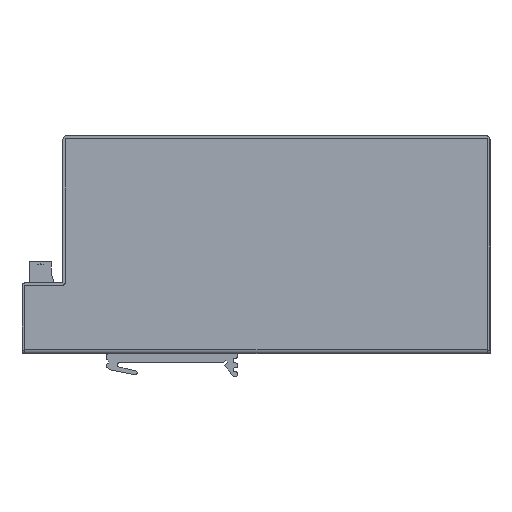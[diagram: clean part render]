
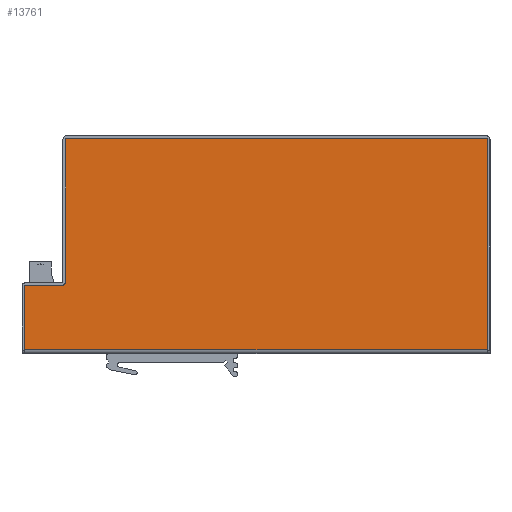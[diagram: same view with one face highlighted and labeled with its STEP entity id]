
A CAD part, left-side view. The second image highlights one B-rep face of the part: STEP entity #13761.
In plain terms, the highlighted planar face has unit normal (-1, 0, 0).
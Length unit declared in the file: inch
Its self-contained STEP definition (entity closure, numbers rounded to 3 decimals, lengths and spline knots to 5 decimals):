
#8443 = CARTESIAN_POINT ( 'NONE',  ( -4.784, -3.145, -0.06 ) ) ;
#8444 = LINE ( 'NONE', #8443, #8489 ) ;
#8447 = DIRECTION ( 'NONE',  ( 0., -1., 0. ) ) ;
#8448 = VECTOR ( 'NONE', #8447, 39.37008 ) ;
#8449 = CARTESIAN_POINT ( 'NONE',  ( -4.784, -3.145, -3.189 ) ) ;
#8450 = LINE ( 'NONE', #8449, #8448 ) ;
#8482 = CARTESIAN_POINT ( 'NONE',  ( -4.784, -3.145, -3.189 ) ) ;
#8488 = DIRECTION ( 'NONE',  ( 0., 0., -1. ) ) ;
#8489 = VECTOR ( 'NONE', #8488, 39.37008 ) ;
#8498 = CARTESIAN_POINT ( 'NONE',  ( -4.784, 3.755, -3.189 ) ) ;
#8525 = CARTESIAN_POINT ( 'NONE',  ( -4.784, -3.145, -0.06 ) ) ;
#8530 = DIRECTION ( 'NONE',  ( 0., 0., 1. ) ) ;
#8531 = VECTOR ( 'NONE', #8530, 39.37008 ) ;
#8532 = LINE ( 'NONE', #8543, #8531 ) ;
#8543 = CARTESIAN_POINT ( 'NONE',  ( -4.784, 3.755, -3.63018 ) ) ;
#8567 = CARTESIAN_POINT ( 'NONE',  ( -4.784, 3.755, -2.25 ) ) ;
#9339 = CIRCLE ( 'NONE', #9390, 0.055 ) ;
#9342 = CARTESIAN_POINT ( 'NONE',  ( -4.784, 3.145, -2.175 ) ) ;
#9348 = CIRCLE ( 'NONE', #9379, 0.02 ) ;
#9354 = CARTESIAN_POINT ( 'NONE',  ( -4.784, 3.2, -2.23 ) ) ;
#9365 = CIRCLE ( 'NONE', #9376, 0.02 ) ;
#9369 = DIRECTION ( 'NONE',  ( 0., 0., -1. ) ) ;
#9370 = CARTESIAN_POINT ( 'NONE',  ( -4.784, 3.125, -0.04 ) ) ;
#9371 = DIRECTION ( 'NONE',  ( 1., 0., 0. ) ) ;
#9372 = DIRECTION ( 'NONE',  ( 0., 0., -1. ) ) ;
#9373 = DIRECTION ( 'NONE',  ( -1., 0., 0. ) ) ;
#9375 = CARTESIAN_POINT ( 'NONE',  ( -4.784, -3.125, -0.04 ) ) ;
#9376 = AXIS2_PLACEMENT_3D ( 'NONE', #9425, #9424, #9423 ) ;
#9379 = AXIS2_PLACEMENT_3D ( 'NONE', #9385, #9371, #9369 ) ;
#9380 = DIRECTION ( 'NONE',  ( 0., -1., 0. ) ) ;
#9381 = VECTOR ( 'NONE', #9380, 39.37008 ) ;
#9382 = CARTESIAN_POINT ( 'NONE',  ( -4.784, 3.125, -0.04 ) ) ;
#9383 = LINE ( 'NONE', #9382, #9381 ) ;
#9384 = CARTESIAN_POINT ( 'NONE',  ( -4.784, 3.2, -2.175 ) ) ;
#9385 = CARTESIAN_POINT ( 'NONE',  ( -4.784, 3.125, -0.06 ) ) ;
#9390 = AXIS2_PLACEMENT_3D ( 'NONE', #9384, #9373, #9372 ) ;
#9391 = CARTESIAN_POINT ( 'NONE',  ( -4.784, 3.145, -0.06 ) ) ;
#9392 = DIRECTION ( 'NONE',  ( 0., 0., 1. ) ) ;
#9393 = VECTOR ( 'NONE', #9392, 39.37008 ) ;
#9394 = CARTESIAN_POINT ( 'NONE',  ( -4.784, 3.145, -2.175 ) ) ;
#9395 = LINE ( 'NONE', #9394, #9393 ) ;
#9397 = DIRECTION ( 'NONE',  ( 0., 0., -1. ) ) ;
#9398 = DIRECTION ( 'NONE',  ( 1., 0., 0. ) ) ;
#9399 = AXIS2_PLACEMENT_3D ( 'NONE', #9401, #9398, #9397 ) ;
#9401 = CARTESIAN_POINT ( 'NONE',  ( -4.784, 3.735, -2.25 ) ) ;
#9410 = CARTESIAN_POINT ( 'NONE',  ( -4.784, 3.735, -2.23 ) ) ;
#9422 = CIRCLE ( 'NONE', #9399, 0.02 ) ;
#9423 = DIRECTION ( 'NONE',  ( 0., 0., -1. ) ) ;
#9424 = DIRECTION ( 'NONE',  ( 1., 0., 0. ) ) ;
#9425 = CARTESIAN_POINT ( 'NONE',  ( -4.784, -3.125, -0.06 ) ) ;
#9441 = DIRECTION ( 'NONE',  ( 0., -1., 0. ) ) ;
#9442 = VECTOR ( 'NONE', #9441, 39.37008 ) ;
#9443 = CARTESIAN_POINT ( 'NONE',  ( -4.784, 3.735, -2.23 ) ) ;
#9444 = LINE ( 'NONE', #9443, #9442 ) ;
#13753 = ORIENTED_EDGE ( 'NONE', *, *, #28975, .T. ) ;
#13754 = ORIENTED_EDGE ( 'NONE', *, *, #29200, .F. ) ;
#13755 = ORIENTED_EDGE ( 'NONE', *, *, #30235, .F. ) ;
#13757 = EDGE_LOOP ( 'NONE', ( #13755, #13753, #13754, #13760, #37435, #37240, #37414, #37127, #37276, #37293 ) ) ;
#13760 = ORIENTED_EDGE ( 'NONE', *, *, #37635, .F. ) ;
#13761 = ADVANCED_FACE ( 'NONE', ( #34098 ), #34139, .T. ) ;
#28975 = EDGE_CURVE ( 'NONE', #29981, #29433, #8450, .T. ) ;
#29200 = EDGE_CURVE ( 'NONE', #29477, #29433, #8444, .T. ) ;
#29433 = VERTEX_POINT ( 'NONE', #8482 ) ;
#29477 = VERTEX_POINT ( 'NONE', #8525 ) ;
#29981 = VERTEX_POINT ( 'NONE', #8498 ) ;
#30235 = EDGE_CURVE ( 'NONE', #29981, #30777, #8532, .T. ) ;
#30777 = VERTEX_POINT ( 'NONE', #8567 ) ;
#34072 = AXIS2_PLACEMENT_3D ( 'NONE', #34137, #34135, #34134 ) ;
#34098 = FACE_OUTER_BOUND ( 'NONE', #13757, .T. ) ;
#34134 = DIRECTION ( 'NONE',  ( 0., 0., -1. ) ) ;
#34135 = DIRECTION ( 'NONE',  ( -1., 0., 0. ) ) ;
#34137 = CARTESIAN_POINT ( 'NONE',  ( -4.784, 3.735, -2.25 ) ) ;
#34139 = PLANE ( 'NONE',  #34072 ) ;
#36887 = VERTEX_POINT ( 'NONE', #9354 ) ;
#36917 = VERTEX_POINT ( 'NONE', #9342 ) ;
#37124 = EDGE_CURVE ( 'NONE', #36917, #37236, #9395, .T. ) ;
#37127 = ORIENTED_EDGE ( 'NONE', *, *, #37255, .F. ) ;
#37236 = VERTEX_POINT ( 'NONE', #9391 ) ;
#37240 = ORIENTED_EDGE ( 'NONE', *, *, #37267, .F. ) ;
#37245 = EDGE_CURVE ( 'NONE', #37483, #37442, #9383, .T. ) ;
#37255 = EDGE_CURVE ( 'NONE', #36887, #36917, #9339, .T. ) ;
#37267 = EDGE_CURVE ( 'NONE', #37236, #37483, #9348, .T. ) ;
#37276 = ORIENTED_EDGE ( 'NONE', *, *, #38172, .F. ) ;
#37293 = ORIENTED_EDGE ( 'NONE', *, *, #38065, .F. ) ;
#37414 = ORIENTED_EDGE ( 'NONE', *, *, #37124, .F. ) ;
#37435 = ORIENTED_EDGE ( 'NONE', *, *, #37245, .F. ) ;
#37442 = VERTEX_POINT ( 'NONE', #9375 ) ;
#37483 = VERTEX_POINT ( 'NONE', #9370 ) ;
#37635 = EDGE_CURVE ( 'NONE', #37442, #29477, #9365, .T. ) ;
#38060 = VERTEX_POINT ( 'NONE', #9410 ) ;
#38065 = EDGE_CURVE ( 'NONE', #30777, #38060, #9422, .T. ) ;
#38172 = EDGE_CURVE ( 'NONE', #38060, #36887, #9444, .T. ) ;
